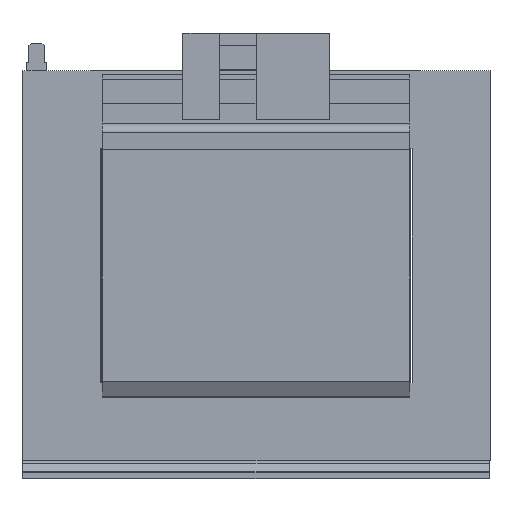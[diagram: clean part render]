
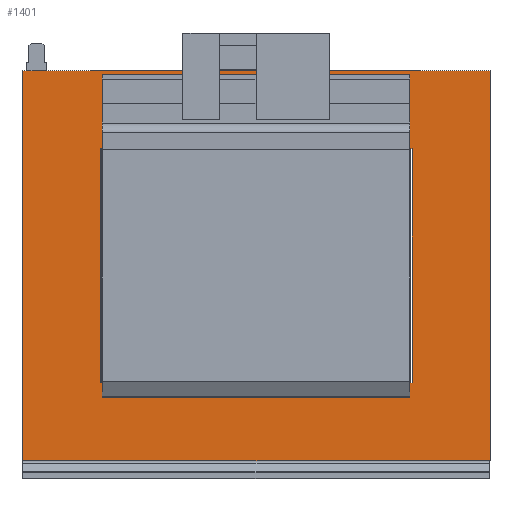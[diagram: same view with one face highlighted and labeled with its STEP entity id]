
A CAD part, top view. The second image highlights one B-rep face of the part: STEP entity #1401.
In plain terms, the highlighted planar face has unit normal (0, 0, 1).
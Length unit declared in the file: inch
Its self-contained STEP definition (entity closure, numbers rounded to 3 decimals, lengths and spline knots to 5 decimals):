
#28 = EDGE_CURVE ( 'NONE', #8857, #13436, #7174, .T. ) ;
#39 = VERTEX_POINT ( 'NONE', #10841 ) ;
#64 = CARTESIAN_POINT ( 'NONE',  ( 0., -1.88976, 1.29921 ) ) ;
#185 = PLANE ( 'NONE',  #9482 ) ;
#545 = EDGE_CURVE ( 'NONE', #13436, #13673, #4464, .T. ) ;
#606 = DIRECTION ( 'NONE',  ( 0., 1., 0. ) ) ;
#670 = DIRECTION ( 'NONE',  ( -1., 0., 0. ) ) ;
#709 = EDGE_CURVE ( 'NONE', #8857, #5062, #5012, .T. ) ;
#912 = CARTESIAN_POINT ( 'NONE',  ( 1.25984, 1.87008, 1.29921 ) ) ;
#1065 = VECTOR ( 'NONE', #670, 39.37008 ) ;
#1068 = VECTOR ( 'NONE', #13168, 39.37008 ) ;
#1188 = DIRECTION ( 'NONE',  ( 0., -1., 0. ) ) ;
#1244 = LINE ( 'NONE', #64, #7287 ) ;
#1282 = FACE_BOUND ( 'NONE', #9354, .T. ) ;
#1401 = ADVANCED_FACE ( 'NONE', ( #10824, #1282 ), #185, .T. ) ;
#1552 = VECTOR ( 'NONE', #14678, 39.37008 ) ;
#1562 = EDGE_CURVE ( 'NONE', #39, #2393, #7840, .T. ) ;
#1588 = CARTESIAN_POINT ( 'NONE',  ( 0., 1.87008, 1.29921 ) ) ;
#1691 = VERTEX_POINT ( 'NONE', #5723 ) ;
#1735 = VECTOR ( 'NONE', #13708, 39.37008 ) ;
#2024 = ORIENTED_EDGE ( 'NONE', *, *, #8128, .F. ) ;
#2117 = LINE ( 'NONE', #15274, #13440 ) ;
#2170 = LINE ( 'NONE', #12579, #15306 ) ;
#2194 = EDGE_CURVE ( 'NONE', #11024, #10066, #1244, .T. ) ;
#2393 = VERTEX_POINT ( 'NONE', #912 ) ;
#2568 = ORIENTED_EDGE ( 'NONE', *, *, #1562, .T. ) ;
#2610 = DIRECTION ( 'NONE',  ( 0., -1., 0. ) ) ;
#2644 = ORIENTED_EDGE ( 'NONE', *, *, #2881, .T. ) ;
#2738 = EDGE_CURVE ( 'NONE', #6572, #5062, #4099, .T. ) ;
#2792 = VECTOR ( 'NONE', #1188, 39.37008 ) ;
#2881 = EDGE_CURVE ( 'NONE', #3577, #11024, #10573, .T. ) ;
#2917 = VERTEX_POINT ( 'NONE', #8549 ) ;
#3125 = VECTOR ( 'NONE', #2610, 39.37008 ) ;
#3333 = LINE ( 'NONE', #10227, #5120 ) ;
#3449 = DIRECTION ( 'NONE',  ( -1., 0., 0. ) ) ;
#3535 = ORIENTED_EDGE ( 'NONE', *, *, #13217, .T. ) ;
#3566 = EDGE_CURVE ( 'NONE', #14544, #9720, #13740, .T. ) ;
#3577 = VERTEX_POINT ( 'NONE', #13814 ) ;
#3588 = CARTESIAN_POINT ( 'NONE',  ( 2.51969, -1.88976, 1.29921 ) ) ;
#3595 = EDGE_CURVE ( 'NONE', #6782, #14544, #8819, .T. ) ;
#3855 = VERTEX_POINT ( 'NONE', #9893 ) ;
#4057 = LINE ( 'NONE', #13764, #11638 ) ;
#4099 = LINE ( 'NONE', #14520, #1552 ) ;
#4337 = DIRECTION ( 'NONE',  ( 0., 1., 0. ) ) ;
#4356 = ORIENTED_EDGE ( 'NONE', *, *, #545, .T. ) ;
#4464 = LINE ( 'NONE', #9247, #11954 ) ;
#4934 = EDGE_CURVE ( 'NONE', #3855, #39, #2170, .T. ) ;
#4952 = CARTESIAN_POINT ( 'NONE',  ( -1.25984, 0., 1.29921 ) ) ;
#4956 = DIRECTION ( 'NONE',  ( 0., 0., 1. ) ) ;
#5012 = LINE ( 'NONE', #14175, #13206 ) ;
#5062 = VERTEX_POINT ( 'NONE', #11795 ) ;
#5105 = CARTESIAN_POINT ( 'NONE',  ( 0., 0., 1.29921 ) ) ;
#5120 = VECTOR ( 'NONE', #606, 39.37008 ) ;
#5155 = ORIENTED_EDGE ( 'NONE', *, *, #3595, .T. ) ;
#5422 = EDGE_CURVE ( 'NONE', #6782, #14608, #10977, .T. ) ;
#5723 = CARTESIAN_POINT ( 'NONE',  ( 1.25984, 1.88976, 1.29921 ) ) ;
#5807 = VECTOR ( 'NONE', #4337, 39.37008 ) ;
#5851 = ORIENTED_EDGE ( 'NONE', *, *, #709, .F. ) ;
#6136 = LINE ( 'NONE', #8571, #3125 ) ;
#6153 = DIRECTION ( 'NONE',  ( 1., 0., 0. ) ) ;
#6173 = ORIENTED_EDGE ( 'NONE', *, *, #2738, .T. ) ;
#6572 = VERTEX_POINT ( 'NONE', #12001 ) ;
#6782 = VERTEX_POINT ( 'NONE', #11753 ) ;
#6905 = DIRECTION ( 'NONE',  ( -1., 0., 0. ) ) ;
#7036 = CARTESIAN_POINT ( 'NONE',  ( 3.77953, 3.14965, 1.29921 ) ) ;
#7174 = LINE ( 'NONE', #9519, #9443 ) ;
#7202 = CARTESIAN_POINT ( 'NONE',  ( 3.76969, -3.14961, 1.29921 ) ) ;
#7287 = VECTOR ( 'NONE', #11875, 39.37008 ) ;
#7393 = EDGE_CURVE ( 'NONE', #3577, #1691, #9287, .T. ) ;
#7440 = EDGE_CURVE ( 'NONE', #2393, #1691, #3333, .T. ) ;
#7840 = LINE ( 'NONE', #1588, #1735 ) ;
#8128 = EDGE_CURVE ( 'NONE', #2917, #10066, #6136, .T. ) ;
#8549 = CARTESIAN_POINT ( 'NONE',  ( 1.25984, -1.87008, 1.29921 ) ) ;
#8571 = CARTESIAN_POINT ( 'NONE',  ( 1.25984, 0., 1.29921 ) ) ;
#8772 = EDGE_CURVE ( 'NONE', #2917, #14608, #12833, .T. ) ;
#8819 = LINE ( 'NONE', #11458, #1065 ) ;
#8857 = VERTEX_POINT ( 'NONE', #7202 ) ;
#9164 = EDGE_CURVE ( 'NONE', #3855, #9720, #10834, .T. ) ;
#9212 = CARTESIAN_POINT ( 'NONE',  ( 3.77953, 1.88976, 1.29921 ) ) ;
#9247 = CARTESIAN_POINT ( 'NONE',  ( 3.77953, 0., 1.29921 ) ) ;
#9287 = LINE ( 'NONE', #9212, #15368 ) ;
#9351 = DIRECTION ( 'NONE',  ( -1., 0., 0. ) ) ;
#9354 = EDGE_LOOP ( 'NONE', ( #14464, #2024, #14240, #15347, #5155, #15107, #11307, #11007, #2568, #15491, #11460, #2644 ) ) ;
#9443 = VECTOR ( 'NONE', #6153, 39.37008 ) ;
#9482 = AXIS2_PLACEMENT_3D ( 'NONE', #5105, #4956, #9884 ) ;
#9514 = ORIENTED_EDGE ( 'NONE', *, *, #10243, .T. ) ;
#9519 = CARTESIAN_POINT ( 'NONE',  ( 0., -3.14961, 1.29921 ) ) ;
#9545 = VERTEX_POINT ( 'NONE', #11755 ) ;
#9706 = CARTESIAN_POINT ( 'NONE',  ( 1.25984, -1.88976, 1.29921 ) ) ;
#9720 = VERTEX_POINT ( 'NONE', #11125 ) ;
#9884 = DIRECTION ( 'NONE',  ( 1., 0., 0. ) ) ;
#9893 = CARTESIAN_POINT ( 'NONE',  ( -1.25984, 1.88976, 1.29921 ) ) ;
#10017 = CARTESIAN_POINT ( 'NONE',  ( 3.77953, -3.14961, 1.29921 ) ) ;
#10066 = VERTEX_POINT ( 'NONE', #9706 ) ;
#10227 = CARTESIAN_POINT ( 'NONE',  ( 1.25984, 0., 1.29921 ) ) ;
#10243 = EDGE_CURVE ( 'NONE', #9545, #6572, #4057, .T. ) ;
#10247 = CARTESIAN_POINT ( 'NONE',  ( -1.25984, -1.87008, 1.29921 ) ) ;
#10341 = CARTESIAN_POINT ( 'NONE',  ( 2.51969, 0., 1.29921 ) ) ;
#10573 = LINE ( 'NONE', #10341, #2792 ) ;
#10667 = VECTOR ( 'NONE', #9351, 39.37008 ) ;
#10824 = FACE_OUTER_BOUND ( 'NONE', #14099, .T. ) ;
#10834 = LINE ( 'NONE', #15303, #10667 ) ;
#10841 = CARTESIAN_POINT ( 'NONE',  ( -1.25984, 1.87008, 1.29921 ) ) ;
#10977 = LINE ( 'NONE', #4952, #1068 ) ;
#11007 = ORIENTED_EDGE ( 'NONE', *, *, #4934, .T. ) ;
#11024 = VERTEX_POINT ( 'NONE', #3588 ) ;
#11125 = CARTESIAN_POINT ( 'NONE',  ( -2.51969, 1.88976, 1.29921 ) ) ;
#11192 = CARTESIAN_POINT ( 'NONE',  ( -2.51969, -1.88976, 1.29921 ) ) ;
#11307 = ORIENTED_EDGE ( 'NONE', *, *, #9164, .F. ) ;
#11322 = DIRECTION ( 'NONE',  ( -1., 0., 0. ) ) ;
#11329 = DIRECTION ( 'NONE',  ( 0., -1., 0. ) ) ;
#11458 = CARTESIAN_POINT ( 'NONE',  ( 0., -1.88976, 1.29921 ) ) ;
#11460 = ORIENTED_EDGE ( 'NONE', *, *, #7393, .F. ) ;
#11638 = VECTOR ( 'NONE', #11329, 39.37008 ) ;
#11753 = CARTESIAN_POINT ( 'NONE',  ( -1.25984, -1.88976, 1.29921 ) ) ;
#11755 = CARTESIAN_POINT ( 'NONE',  ( -3.77953, 3.14965, 1.29921 ) ) ;
#11795 = CARTESIAN_POINT ( 'NONE',  ( -3.76969, -3.14961, 1.29921 ) ) ;
#11875 = DIRECTION ( 'NONE',  ( -1., 0., 0. ) ) ;
#11954 = VECTOR ( 'NONE', #14014, 39.37008 ) ;
#12001 = CARTESIAN_POINT ( 'NONE',  ( -3.77953, -3.14961, 1.29921 ) ) ;
#12579 = CARTESIAN_POINT ( 'NONE',  ( -1.25984, 0., 1.29921 ) ) ;
#12753 = CARTESIAN_POINT ( 'NONE',  ( 0., -1.87008, 1.29921 ) ) ;
#12833 = LINE ( 'NONE', #12753, #14150 ) ;
#13168 = DIRECTION ( 'NONE',  ( 0., 1., 0. ) ) ;
#13206 = VECTOR ( 'NONE', #3449, 39.37008 ) ;
#13217 = EDGE_CURVE ( 'NONE', #13673, #9545, #2117, .T. ) ;
#13436 = VERTEX_POINT ( 'NONE', #10017 ) ;
#13440 = VECTOR ( 'NONE', #6905, 39.37008 ) ;
#13673 = VERTEX_POINT ( 'NONE', #7036 ) ;
#13708 = DIRECTION ( 'NONE',  ( 1., 0., 0. ) ) ;
#13740 = LINE ( 'NONE', #14838, #5807 ) ;
#13764 = CARTESIAN_POINT ( 'NONE',  ( -3.77953, 0., 1.29921 ) ) ;
#13814 = CARTESIAN_POINT ( 'NONE',  ( 2.51969, 1.88976, 1.29921 ) ) ;
#14014 = DIRECTION ( 'NONE',  ( 0., 1., 0. ) ) ;
#14087 = DIRECTION ( 'NONE',  ( -1., 0., 0. ) ) ;
#14099 = EDGE_LOOP ( 'NONE', ( #3535, #9514, #6173, #5851, #15415, #4356 ) ) ;
#14150 = VECTOR ( 'NONE', #14087, 39.37008 ) ;
#14175 = CARTESIAN_POINT ( 'NONE',  ( 7.22536, -3.14961, 1.29921 ) ) ;
#14240 = ORIENTED_EDGE ( 'NONE', *, *, #8772, .T. ) ;
#14464 = ORIENTED_EDGE ( 'NONE', *, *, #2194, .T. ) ;
#14520 = CARTESIAN_POINT ( 'NONE',  ( 0., -3.14961, 1.29921 ) ) ;
#14544 = VERTEX_POINT ( 'NONE', #11192 ) ;
#14608 = VERTEX_POINT ( 'NONE', #10247 ) ;
#14678 = DIRECTION ( 'NONE',  ( 1., 0., 0. ) ) ;
#14838 = CARTESIAN_POINT ( 'NONE',  ( -2.51969, 0., 1.29921 ) ) ;
#15012 = DIRECTION ( 'NONE',  ( 0., -1., 0. ) ) ;
#15107 = ORIENTED_EDGE ( 'NONE', *, *, #3566, .T. ) ;
#15274 = CARTESIAN_POINT ( 'NONE',  ( 0., 3.14965, 1.29921 ) ) ;
#15303 = CARTESIAN_POINT ( 'NONE',  ( 3.77953, 1.88976, 1.29921 ) ) ;
#15306 = VECTOR ( 'NONE', #15012, 39.37008 ) ;
#15347 = ORIENTED_EDGE ( 'NONE', *, *, #5422, .F. ) ;
#15368 = VECTOR ( 'NONE', #11322, 39.37008 ) ;
#15415 = ORIENTED_EDGE ( 'NONE', *, *, #28, .T. ) ;
#15491 = ORIENTED_EDGE ( 'NONE', *, *, #7440, .T. ) ;
